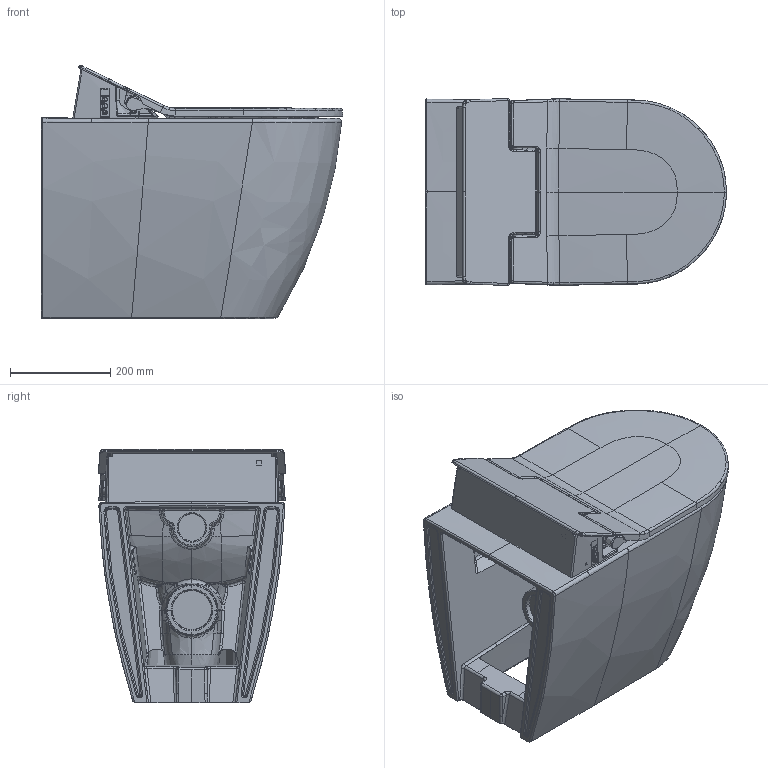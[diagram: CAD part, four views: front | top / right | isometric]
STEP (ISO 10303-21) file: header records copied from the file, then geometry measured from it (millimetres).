
FILE_DESCRIPTION((''),'2;1');
FILE_NAME('216959_611000.stp','2015-06-04T08:25:23',('Administrator'),(''),'Autodesk Inventor 2011','Autodesk Inventor 2011','');
FILE_SCHEMA(('CONFIG_CONTROL_DESIGN'));
Length unit declared in the file: millimetre
Products named in the file (3): 216959_611000; 611000; 216959
Assembly tree (2 placements, depth 2):
  216959_611000
    611000
    216959
Bounding box: 601.67 x 373.72 x 506.11 mm (x, y, z)
Volume: 31982177.2 mm3; surface area: 2515829.9 mm2
Topology: 20 solids, 20 shells, 3175 faces, 12470 edges, 9446 vertices
Faces by surface type: bspline 1584, plane 655, cylinder 606, sphere 138, torus 122, cone 70
Full cylindrical faces by diameter (mm): 0.613 x1, 0.628 x1, 0.695 x1, 0.713 x1, 0.782 x1, 0.803 x1, 0.916 x1, 0.94 x1, 1.091 x1, 1.119 x1, 2.4 x2, 3.4 x3, 3.5 x4, 4 x1, 5.5 x1, 6 x2, 6.5 x1, 7 x4, 8 x1, 9 x2, 10 x11, 12 x2, 16 x4, 19.8 x6, 40 x2
Entity records: 348018 total; most frequent: CARTESIAN_POINT 252076, ORIENTED_EDGE 24670, DIRECTION 12598, EDGE_CURVE 12335, VERTEX_POINT 9424, B_SPLINE_CURVE_WITH_KNOTS 5810, AXIS2_PLACEMENT_3D 4477, VECTOR 3644
